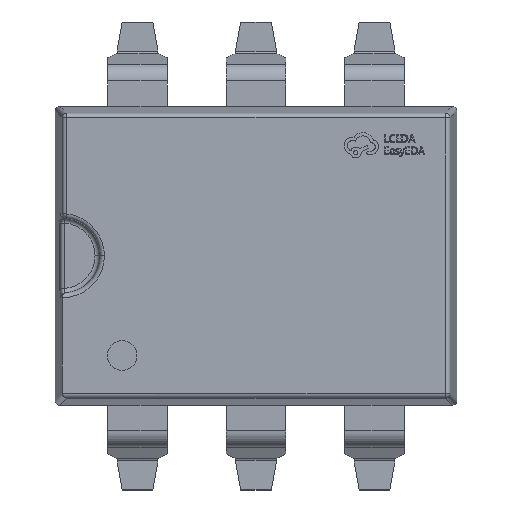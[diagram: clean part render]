
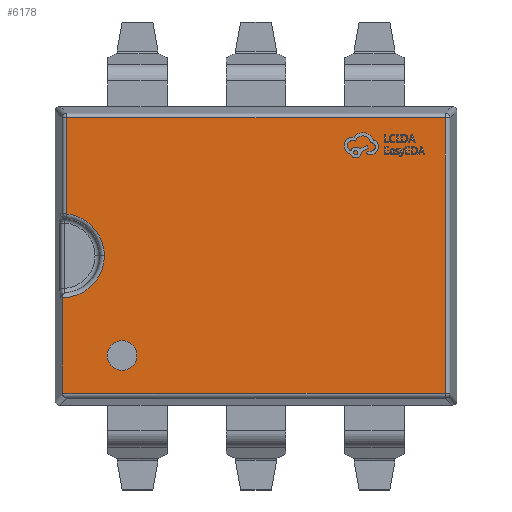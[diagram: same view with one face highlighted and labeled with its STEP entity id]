
A CAD part, top view. The second image highlights one B-rep face of the part: STEP entity #6178.
In plain terms, the highlighted planar face has unit normal (0, 0, 1).
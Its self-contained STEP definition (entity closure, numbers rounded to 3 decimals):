
#289 = VECTOR ( 'NONE', #593, 1000. ) ;
#409 = CIRCLE ( 'NONE', #18952, 0.9 ) ;
#575 = CARTESIAN_POINT ( 'NONE',  ( -3.25, 0., 1.775 ) ) ;
#593 = DIRECTION ( 'NONE',  ( 0., -1., 0. ) ) ;
#871 = VECTOR ( 'NONE', #8788, 1000. ) ;
#1238 = DIRECTION ( 'NONE',  ( 0., 0., 1. ) ) ;
#1553 = ORIENTED_EDGE ( 'NONE', *, *, #10461, .F. ) ;
#1659 = EDGE_CURVE ( 'NONE', #15900, #3718, #6525, .T. ) ;
#1700 = CARTESIAN_POINT ( 'NONE',  ( -4.058, 2.953, 1.775 ) ) ;
#1852 = CARTESIAN_POINT ( 'NONE',  ( -4.058, 0.8, 1.775 ) ) ;
#2055 = VECTOR ( 'NONE', #10218, 1000. ) ;
#2075 = ORIENTED_EDGE ( 'NONE', *, *, #18603, .T. ) ;
#2563 = LINE ( 'NONE', #7702, #289 ) ;
#2771 = CARTESIAN_POINT ( 'NONE',  ( -3.187, -2.139, 1.775 ) ) ;
#3047 = DIRECTION ( 'NONE',  ( 0., 1., 0. ) ) ;
#3173 = CIRCLE ( 'NONE', #14939, 0.9 ) ;
#3247 = AXIS2_PLACEMENT_3D ( 'NONE', #13269, #8383, #6902 ) ;
#3438 = VERTEX_POINT ( 'NONE', #19581 ) ;
#3718 = VERTEX_POINT ( 'NONE', #20150 ) ;
#4326 = EDGE_CURVE ( 'NONE', #18026, #15900, #2563, .T. ) ;
#4563 = VERTEX_POINT ( 'NONE', #19502 ) ;
#4615 = CARTESIAN_POINT ( 'NONE',  ( -4.15, -2.945, 1.775 ) ) ;
#5061 = CARTESIAN_POINT ( 'NONE',  ( -4.15, 2.953, 1.775 ) ) ;
#5109 = ORIENTED_EDGE ( 'NONE', *, *, #1659, .T. ) ;
#5168 = LINE ( 'NONE', #5061, #2055 ) ;
#5372 = CARTESIAN_POINT ( 'NONE',  ( -4.15, -2.95, 1.775 ) ) ;
#5395 = ORIENTED_EDGE ( 'NONE', *, *, #17939, .T. ) ;
#5900 = CARTESIAN_POINT ( 'NONE',  ( -4.15, 0., 1.775 ) ) ;
#6178 = ADVANCED_FACE ( 'NONE', ( #8952, #7366 ), #15771, .T. ) ;
#6525 =( BOUNDED_CURVE ( )  B_SPLINE_CURVE ( 3, ( #17009, #13847, #5372, #10307 ),
 .UNSPECIFIED., .F., .T. ) 
 B_SPLINE_CURVE_WITH_KNOTS ( ( 4, 4 ),
 ( 5.502, 5.581 ),
 .UNSPECIFIED. ) 
 CURVE ( )  GEOMETRIC_REPRESENTATION_ITEM ( )  RATIONAL_B_SPLINE_CURVE ( ( 1., 0.999, 0.999, 1. ) ) 
 REPRESENTATION_ITEM ( '' )  );
#6549 = EDGE_CURVE ( 'NONE', #17265, #4563, #15027, .T. ) ;
#6620 = ORIENTED_EDGE ( 'NONE', *, *, #4326, .T. ) ;
#6902 = DIRECTION ( 'NONE',  ( 1., 0., 0. ) ) ;
#7077 = ORIENTED_EDGE ( 'NONE', *, *, #10413, .F. ) ;
#7366 = FACE_OUTER_BOUND ( 'NONE', #8929, .T. ) ;
#7479 = AXIS2_PLACEMENT_3D ( 'NONE', #21130, #17759, #19430 ) ;
#7568 = AXIS2_PLACEMENT_3D ( 'NONE', #16528, #1238, #8032 ) ;
#7702 = CARTESIAN_POINT ( 'NONE',  ( -4.15, 3.2, 1.775 ) ) ;
#8032 = DIRECTION ( 'NONE',  ( 1., 0., 0. ) ) ;
#8163 = EDGE_CURVE ( 'NONE', #4563, #12515, #409, .T. ) ;
#8299 = LINE ( 'NONE', #11425, #14885 ) ;
#8383 = DIRECTION ( 'NONE',  ( 0., 0., 1. ) ) ;
#8587 = CARTESIAN_POINT ( 'NONE',  ( 4.15, -2.953, 1.775 ) ) ;
#8788 = DIRECTION ( 'NONE',  ( 1., 0., 0. ) ) ;
#8929 = EDGE_LOOP ( 'NONE', ( #19435, #21741, #2075, #6620, #5109, #16016, #10405, #5395 ) ) ;
#8952 = FACE_BOUND ( 'NONE', #17101, .T. ) ;
#9305 = CARTESIAN_POINT ( 'NONE',  ( -4.15, -0.9, 1.775 ) ) ;
#9370 = DIRECTION ( 'NONE',  ( 0., 0., -1. ) ) ;
#10218 = DIRECTION ( 'NONE',  ( -1., 0., 0. ) ) ;
#10307 = CARTESIAN_POINT ( 'NONE',  ( -4.149, -2.953, 1.775 ) ) ;
#10405 = ORIENTED_EDGE ( 'NONE', *, *, #18043, .T. ) ;
#10413 = EDGE_CURVE ( 'NONE', #12651, #14040, #15769, .T. ) ;
#10461 = EDGE_CURVE ( 'NONE', #14040, #12651, #17866, .T. ) ;
#11425 = CARTESIAN_POINT ( 'NONE',  ( 4.058, 3.045, 1.775 ) ) ;
#11493 = CARTESIAN_POINT ( 'NONE',  ( -2.551, -2.139, 1.775 ) ) ;
#11786 = VECTOR ( 'NONE', #16807, 1000. ) ;
#12248 = LINE ( 'NONE', #8587, #871 ) ;
#12515 = VERTEX_POINT ( 'NONE', #575 ) ;
#12651 = VERTEX_POINT ( 'NONE', #11493 ) ;
#12696 = DIRECTION ( 'NONE',  ( 1., 0., 0. ) ) ;
#13126 = VERTEX_POINT ( 'NONE', #21471 ) ;
#13269 = CARTESIAN_POINT ( 'NONE',  ( -2.869, -2.139, 1.775 ) ) ;
#13847 = CARTESIAN_POINT ( 'NONE',  ( -4.15, -2.948, 1.775 ) ) ;
#14040 = VERTEX_POINT ( 'NONE', #2771 ) ;
#14885 = VECTOR ( 'NONE', #3047, 1000. ) ;
#14939 = AXIS2_PLACEMENT_3D ( 'NONE', #15290, #15512, #20634 ) ;
#15027 = LINE ( 'NONE', #1852, #11786 ) ;
#15290 = CARTESIAN_POINT ( 'NONE',  ( -4.15, 0., 1.775 ) ) ;
#15512 = DIRECTION ( 'NONE',  ( 0., 0., -1. ) ) ;
#15769 = CIRCLE ( 'NONE', #7568, 0.318 ) ;
#15771 = PLANE ( 'NONE',  #7479 ) ;
#15900 = VERTEX_POINT ( 'NONE', #4615 ) ;
#16016 = ORIENTED_EDGE ( 'NONE', *, *, #20505, .T. ) ;
#16528 = CARTESIAN_POINT ( 'NONE',  ( -2.869, -2.139, 1.775 ) ) ;
#16807 = DIRECTION ( 'NONE',  ( 0., -1., 0. ) ) ;
#17009 = CARTESIAN_POINT ( 'NONE',  ( -4.15, -2.945, 1.775 ) ) ;
#17101 = EDGE_LOOP ( 'NONE', ( #7077, #1553 ) ) ;
#17265 = VERTEX_POINT ( 'NONE', #1700 ) ;
#17759 = DIRECTION ( 'NONE',  ( 0., 0., 1. ) ) ;
#17866 = CIRCLE ( 'NONE', #3247, 0.318 ) ;
#17939 = EDGE_CURVE ( 'NONE', #3438, #17265, #5168, .T. ) ;
#18026 = VERTEX_POINT ( 'NONE', #9305 ) ;
#18043 = EDGE_CURVE ( 'NONE', #13126, #3438, #8299, .T. ) ;
#18603 = EDGE_CURVE ( 'NONE', #12515, #18026, #3173, .T. ) ;
#18952 = AXIS2_PLACEMENT_3D ( 'NONE', #5900, #9370, #12696 ) ;
#19430 = DIRECTION ( 'NONE',  ( 1., 0., 0. ) ) ;
#19435 = ORIENTED_EDGE ( 'NONE', *, *, #6549, .T. ) ;
#19502 = CARTESIAN_POINT ( 'NONE',  ( -4.058, 0.895, 1.775 ) ) ;
#19581 = CARTESIAN_POINT ( 'NONE',  ( 4.058, 2.953, 1.775 ) ) ;
#20150 = CARTESIAN_POINT ( 'NONE',  ( -4.149, -2.953, 1.775 ) ) ;
#20505 = EDGE_CURVE ( 'NONE', #3718, #13126, #12248, .T. ) ;
#20634 = DIRECTION ( 'NONE',  ( 1., 0., 0. ) ) ;
#21130 = CARTESIAN_POINT ( 'NONE',  ( 0., 0., 1.775 ) ) ;
#21471 = CARTESIAN_POINT ( 'NONE',  ( 4.058, -2.953, 1.775 ) ) ;
#21741 = ORIENTED_EDGE ( 'NONE', *, *, #8163, .T. ) ;
